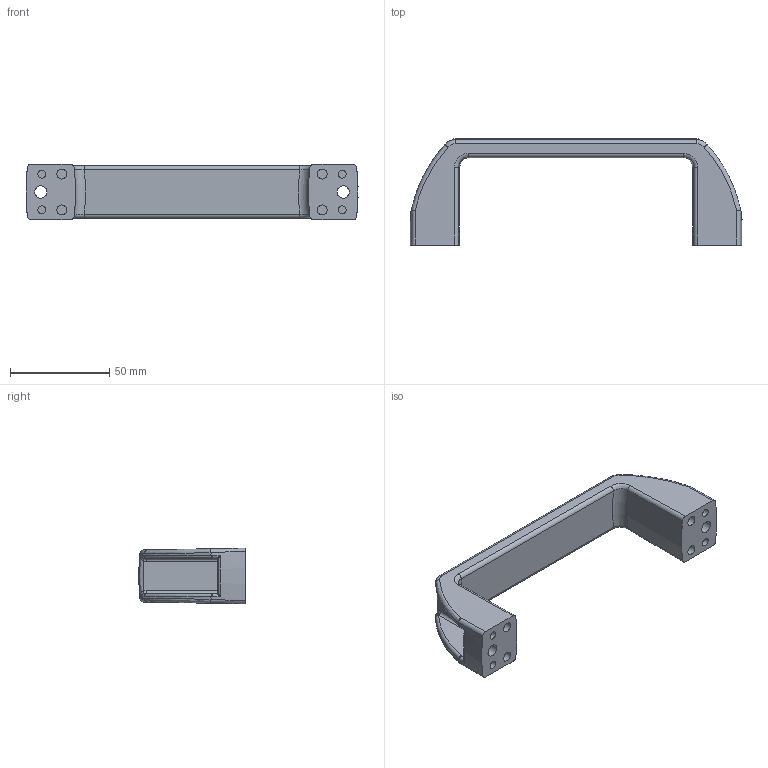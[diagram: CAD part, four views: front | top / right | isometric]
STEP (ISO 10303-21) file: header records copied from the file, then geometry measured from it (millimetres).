
FILE_DESCRIPTION(('STEP AP203'),'1');
FILE_NAME('SAFE00H2514.stp','2025-04-15T09:37:54',(' '),(' '),'Spatial InterOp 3D',' ',' ');
FILE_SCHEMA(('CONFIG_CONTROL_DESIGN'));
Length unit declared in the file: millimetre
Products named in the file (1): Poignée PA 160
Bounding box: 166.89 x 53.43 x 28 mm (x, y, z)
Volume: 61710.6 mm3; surface area: 22865.3 mm2
Topology: 1 solids, 1 shells, 144 faces, 330 edges, 190 vertices
Faces by surface type: bspline 48, cylinder 39, plane 37, torus 16, sphere 4
Full cylindrical faces by diameter (mm): 4 x4, 5 x4, 6.2 x2, 13 x2
Entity records: 6040 total; most frequent: CARTESIAN_POINT 3071, ORIENTED_EDGE 618, DIRECTION 496, EDGE_CURVE 309, AXIS2_PLACEMENT_3D 206, VERTEX_POINT 189, EDGE_LOOP 170, FACE_OUTER_BOUND 156
